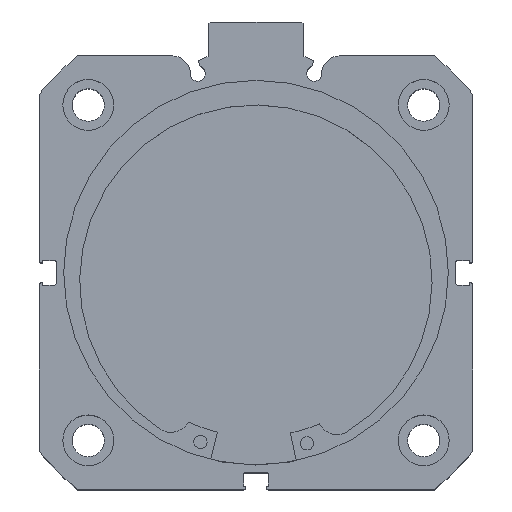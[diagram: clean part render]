
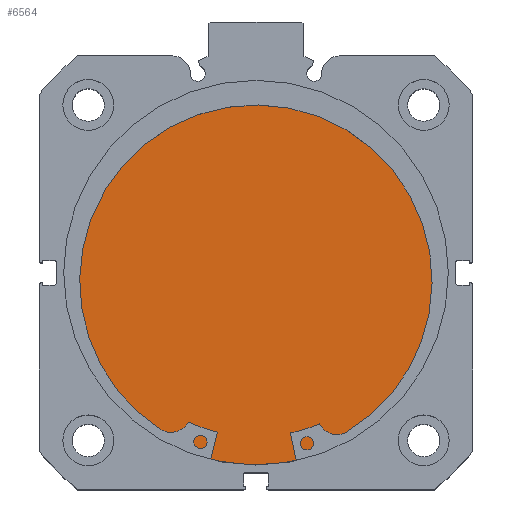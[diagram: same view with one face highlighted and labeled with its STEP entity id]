
A CAD part, top view. The second image highlights one B-rep face of the part: STEP entity #6564.
In plain terms, the highlighted face is planar.
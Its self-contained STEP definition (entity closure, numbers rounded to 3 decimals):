
#321 = CIRCLE ( 'NONE', #4190, 51. ) ;
#324 = CIRCLE ( 'NONE', #4200, 51. ) ;
#869 = FACE_OUTER_BOUND ( 'NONE', #2007, .T. ) ;
#1780 = CARTESIAN_POINT ( 'NONE',  ( 13., 51., 0. ) ) ;
#1781 = PLANE ( 'NONE',  #4460 ) ;
#1782 = DIRECTION ( 'NONE',  ( -1., 0., 0. ) ) ;
#1783 = DIRECTION ( 'NONE',  ( 0., 0., 1. ) ) ;
#2007 = EDGE_LOOP ( 'NONE', ( #3128, #3112 ) ) ;
#3112 = ORIENTED_EDGE ( 'NONE', *, *, #3909, .F. ) ;
#3128 = ORIENTED_EDGE ( 'NONE', *, *, #3911, .F. ) ;
#3909 = EDGE_CURVE ( 'NONE', #4659, #4655, #321, .T. ) ;
#3911 = EDGE_CURVE ( 'NONE', #4655, #4659, #324, .T. ) ;
#4190 = AXIS2_PLACEMENT_3D ( 'NONE', #5441, #5442, #5443 ) ;
#4200 = AXIS2_PLACEMENT_3D ( 'NONE', #5444, #5447, #5448 ) ;
#4460 = AXIS2_PLACEMENT_3D ( 'NONE', #1780, #1782, #1783 ) ;
#4655 = VERTEX_POINT ( 'NONE', #5652 ) ;
#4659 = VERTEX_POINT ( 'NONE', #5656 ) ;
#5441 = CARTESIAN_POINT ( 'NONE',  ( 13., 0., 0. ) ) ;
#5442 = DIRECTION ( 'NONE',  ( -1., 0., 0. ) ) ;
#5443 = DIRECTION ( 'NONE',  ( 0., 0., 1. ) ) ;
#5444 = CARTESIAN_POINT ( 'NONE',  ( 13., 0., 0. ) ) ;
#5447 = DIRECTION ( 'NONE',  ( -1., 0., 0. ) ) ;
#5448 = DIRECTION ( 'NONE',  ( 0., 0., 1. ) ) ;
#5652 = CARTESIAN_POINT ( 'NONE',  ( 13., 0., 51. ) ) ;
#5656 = CARTESIAN_POINT ( 'NONE',  ( 13., 0., -51. ) ) ;
#6564 = ADVANCED_FACE ( 'NONE', ( #869 ), #1781, .F. ) ;
